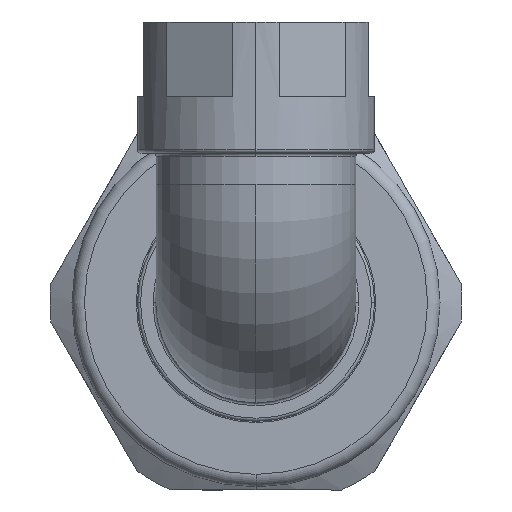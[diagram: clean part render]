
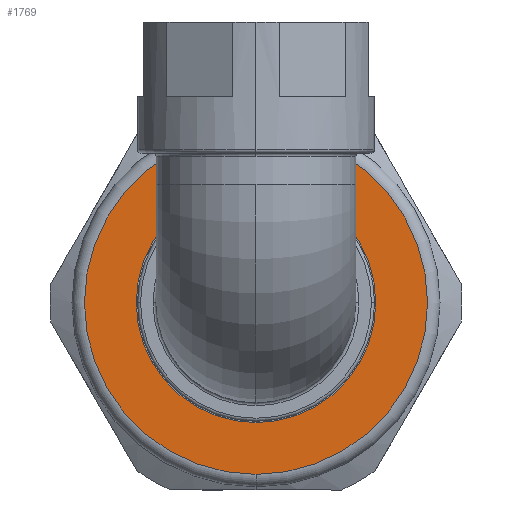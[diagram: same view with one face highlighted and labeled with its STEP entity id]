
A CAD part, left-side view. The second image highlights one B-rep face of the part: STEP entity #1769.
In plain terms, the highlighted planar face has unit normal (-1, 0, 0).
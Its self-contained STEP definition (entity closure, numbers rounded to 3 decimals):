
#68 = DIRECTION ( 'NONE',  ( 0., 0., -1. ) ) ;
#178 = CARTESIAN_POINT ( 'NONE',  ( -6.12, 0., -19.2 ) ) ;
#361 = EDGE_CURVE ( 'NONE', #1120, #2630, #3024, .T. ) ;
#369 = CARTESIAN_POINT ( 'NONE',  ( -6.12, 0., 0. ) ) ;
#577 = DIRECTION ( 'NONE',  ( 1., 0., 0. ) ) ;
#842 = CARTESIAN_POINT ( 'NONE',  ( -6.12, 0., 19.2 ) ) ;
#959 = ORIENTED_EDGE ( 'NONE', *, *, #361, .F. ) ;
#998 = PLANE ( 'NONE',  #1839 ) ;
#1027 = DIRECTION ( 'NONE',  ( 0., 0., -1. ) ) ;
#1120 = VERTEX_POINT ( 'NONE', #2693 ) ;
#1134 = EDGE_LOOP ( 'NONE', ( #959, #2587 ) ) ;
#1234 = DIRECTION ( 'NONE',  ( 1., 0., 0. ) ) ;
#1656 = DIRECTION ( 'NONE',  ( 1., 0., 0. ) ) ;
#1769 = ADVANCED_FACE ( 'NONE', ( #2068, #3374 ), #998, .T. ) ;
#1811 = AXIS2_PLACEMENT_3D ( 'NONE', #2143, #577, #2408 ) ;
#1839 = AXIS2_PLACEMENT_3D ( 'NONE', #2005, #2030, #2082 ) ;
#1930 = DIRECTION ( 'NONE',  ( 1., 0., 0. ) ) ;
#1983 = CARTESIAN_POINT ( 'NONE',  ( -6.12, 0., 27.5 ) ) ;
#1984 = AXIS2_PLACEMENT_3D ( 'NONE', #2780, #1234, #3054 ) ;
#2005 = CARTESIAN_POINT ( 'NONE',  ( -6.12, 0., 0. ) ) ;
#2030 = DIRECTION ( 'NONE',  ( -1., 0., 0. ) ) ;
#2068 = FACE_BOUND ( 'NONE', #3052, .T. ) ;
#2082 = DIRECTION ( 'NONE',  ( 0., 0., 1. ) ) ;
#2143 = CARTESIAN_POINT ( 'NONE',  ( -6.12, 0., 0. ) ) ;
#2344 = AXIS2_PLACEMENT_3D ( 'NONE', #3201, #1656, #68 ) ;
#2408 = DIRECTION ( 'NONE',  ( 0., 0., -1. ) ) ;
#2430 = EDGE_CURVE ( 'NONE', #3000, #2696, #2721, .T. ) ;
#2489 = EDGE_CURVE ( 'NONE', #2630, #1120, #2646, .T. ) ;
#2587 = ORIENTED_EDGE ( 'NONE', *, *, #2489, .F. ) ;
#2630 = VERTEX_POINT ( 'NONE', #1983 ) ;
#2646 = CIRCLE ( 'NONE', #2344, 27.5 ) ;
#2679 = EDGE_CURVE ( 'NONE', #2696, #3000, #2759, .T. ) ;
#2693 = CARTESIAN_POINT ( 'NONE',  ( -6.12, 0., -27.5 ) ) ;
#2696 = VERTEX_POINT ( 'NONE', #178 ) ;
#2721 = CIRCLE ( 'NONE', #1811, 19.2 ) ;
#2759 = CIRCLE ( 'NONE', #1984, 19.2 ) ;
#2780 = CARTESIAN_POINT ( 'NONE',  ( -6.12, 0., 0. ) ) ;
#2808 = ORIENTED_EDGE ( 'NONE', *, *, #2430, .T. ) ;
#3000 = VERTEX_POINT ( 'NONE', #842 ) ;
#3024 = CIRCLE ( 'NONE', #3159, 27.5 ) ;
#3052 = EDGE_LOOP ( 'NONE', ( #3315, #2808 ) ) ;
#3054 = DIRECTION ( 'NONE',  ( 0., 0., -1. ) ) ;
#3159 = AXIS2_PLACEMENT_3D ( 'NONE', #369, #1930, #1027 ) ;
#3201 = CARTESIAN_POINT ( 'NONE',  ( -6.12, 0., 0. ) ) ;
#3315 = ORIENTED_EDGE ( 'NONE', *, *, #2679, .T. ) ;
#3374 = FACE_OUTER_BOUND ( 'NONE', #1134, .T. ) ;
